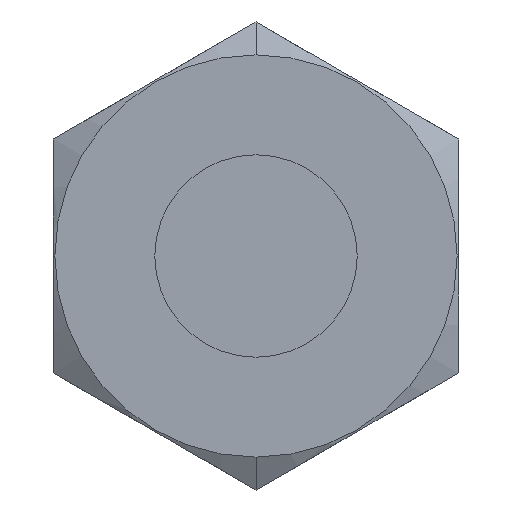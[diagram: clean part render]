
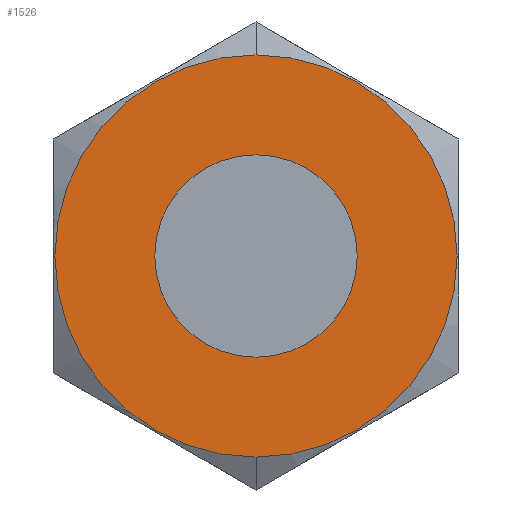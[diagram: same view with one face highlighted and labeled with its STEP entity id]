
A CAD part, front view. The second image highlights one B-rep face of the part: STEP entity #1526.
In plain terms, the highlighted planar face has unit normal (0, -1, 0).
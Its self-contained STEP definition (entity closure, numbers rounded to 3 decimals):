
#47=CARTESIAN_POINT('',(0.,-2.75,0.));
#48=DIRECTION('',(0.,-1.,0.));
#49=DIRECTION('',(0.,0.,-1.));
#50=AXIS2_PLACEMENT_3D('',#47,#48,#49);
#52=CARTESIAN_POINT('',(0.,-2.75,0.));
#53=DIRECTION('',(0.,1.,0.));
#54=DIRECTION('',(0.,0.,-1.));
#55=AXIS2_PLACEMENT_3D('',#52,#53,#54);
#96=CARTESIAN_POINT('',(0.,-2.75,0.));
#97=DIRECTION('',(0.,1.,0.));
#98=DIRECTION('',(0.,0.,-1.));
#99=AXIS2_PLACEMENT_3D('',#96,#97,#98);
#152=CARTESIAN_POINT('',(0.,-2.75,0.));
#153=DIRECTION('',(0.,-1.,0.));
#154=DIRECTION('',(0.,0.,-1.));
#155=AXIS2_PLACEMENT_3D('',#152,#153,#154);
#1291=CARTESIAN_POINT('',(0.,-2.75,-1.75));
#1293=VERTEX_POINT('',#1291);
#1295=CARTESIAN_POINT('',(0.,-2.75,1.75));
#1297=VERTEX_POINT('',#1295);
#1298=CARTESIAN_POINT('',(0.,-2.75,-3.975));
#1299=CARTESIAN_POINT('',(0.,-2.75,3.975));
#1300=VERTEX_POINT('',#1298);
#1301=VERTEX_POINT('',#1299);
#1511=CARTESIAN_POINT('',(0.,-2.75,0.));
#1512=DIRECTION('',(0.,1.,0.));
#1513=DIRECTION('',(0.,0.,-1.));
#1514=AXIS2_PLACEMENT_3D('',#1511,#1512,#1513);
#1515=PLANE('',#1514);
#1517=ORIENTED_EDGE('',*,*,#1516,.T.);
#1519=ORIENTED_EDGE('',*,*,#1518,.F.);
#1520=EDGE_LOOP('',(#1517,#1519));
#1521=FACE_OUTER_BOUND('',#1520,.F.);
#1522=ORIENTED_EDGE('',*,*,#1506,.T.);
#1523=ORIENTED_EDGE('',*,*,#1490,.F.);
#1524=EDGE_LOOP('',(#1522,#1523));
#1525=FACE_BOUND('',#1524,.F.);
#51=CIRCLE('',#50,1.75);
#56=CIRCLE('',#55,1.75);
#100=CIRCLE('',#99,3.975);
#156=CIRCLE('',#155,3.975);
#1490=EDGE_CURVE('',#1293,#1297,#56,.T.);
#1506=EDGE_CURVE('',#1293,#1297,#51,.T.);
#1516=EDGE_CURVE('',#1300,#1301,#100,.T.);
#1518=EDGE_CURVE('',#1300,#1301,#156,.T.);
#1526=ADVANCED_FACE('',(#1521,#1525),#1515,.F.);
